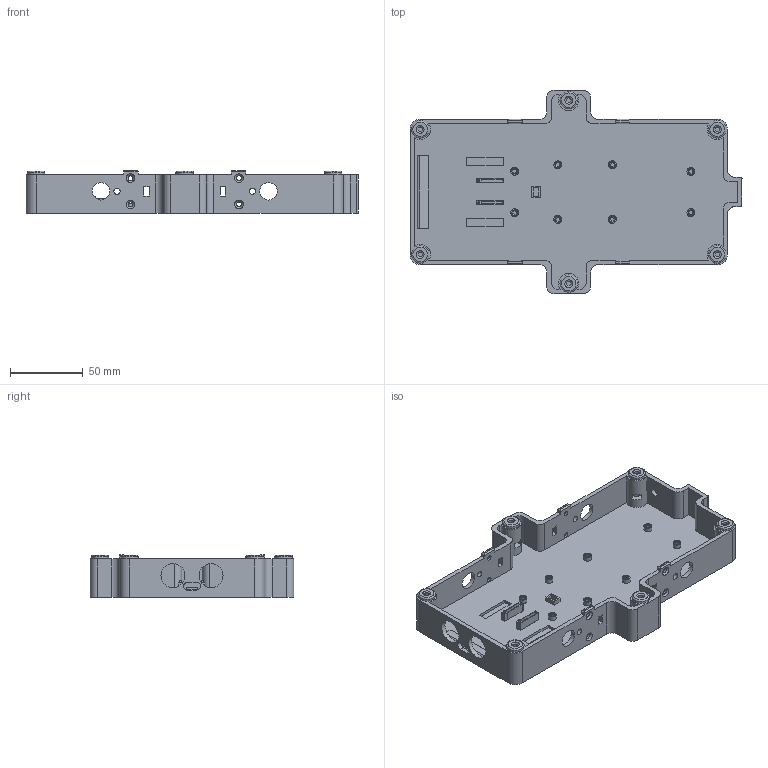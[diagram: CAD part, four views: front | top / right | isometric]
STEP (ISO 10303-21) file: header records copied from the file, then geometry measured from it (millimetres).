
FILE_DESCRIPTION(/* description */ (''),/* implementation_level */ '2;1');
FILE_NAME(/* name */ 'slim_body_bottom.step',/* time_stamp */ '2020-09-21T14:36:32+02:00',/* author */ (''),/* organization */ (''),/* preprocessor_version */ 'ST-DEVELOPER v18.1',/* originating_system */ 'Autodesk Translation Framework v9.3.0.1241',/* authorisation */ '');
FILE_SCHEMA (('AUTOMOTIVE_DESIGN { 1 0 10303 214 3 1 1 }'));
Length unit declared in the file: millimetre
Products named in the file (1): Openbot_Bottom_Slim.f3d
Bounding box: 228 x 140 x 29.5 mm (x, y, z)
Volume: 152206.7 mm3; surface area: 85673.4 mm2
Topology: 1 solids, 1 shells, 339 faces, 858 edges, 565 vertices
Faces by surface type: plane 202, cylinder 107, torus 20, cone 8, sphere 2
Full cylindrical faces by diameter (mm): 1.2 x2, 2.8 x8, 3.4 x20, 4.2 x4, 5.4 x10, 12 x10, 16.5 x2
Entity records: 10371 total; most frequent: DIRECTION 1820, CARTESIAN_POINT 1761, ORIENTED_EDGE 1712, EDGE_CURVE 856, AXIS2_PLACEMENT_3D 624, LINE 572, VECTOR 572, VERTEX_POINT 565
